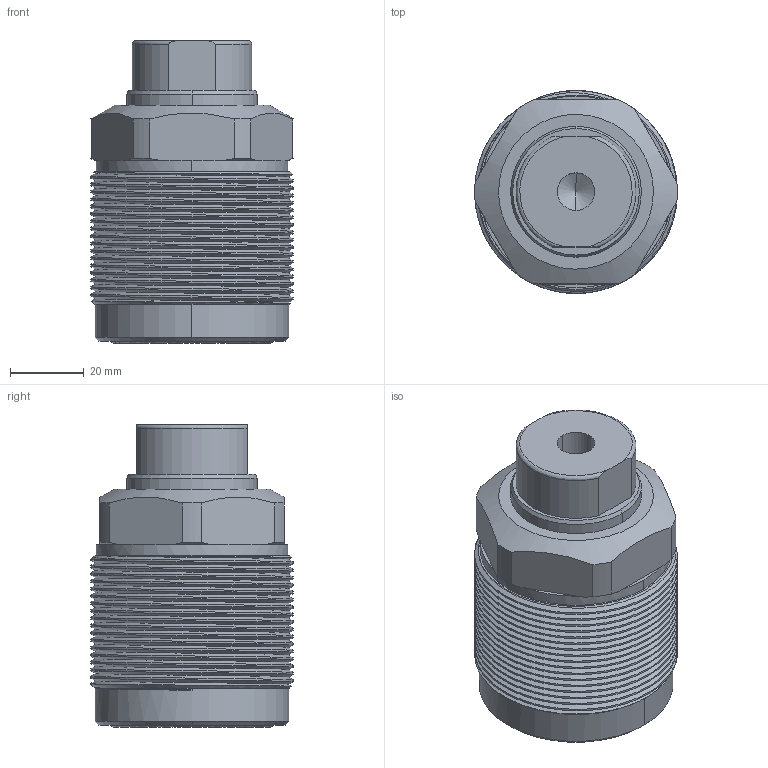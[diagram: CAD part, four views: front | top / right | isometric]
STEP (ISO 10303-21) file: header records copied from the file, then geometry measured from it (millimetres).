
FILE_DESCRIPTION (( 'STEP AP214' ), '1' );
FILE_NAME ('CTC-P055A-20.STEP', '2020-11-11T11:38:54', ( 'PC' ), ( '' ), 'SwSTEP 2.0', 'SolidWorks 2016', '' );
FILE_SCHEMA (( 'AUTOMOTIVE_DESIGN' ));
Length unit declared in the file: millimetre
Products named in the file (3): CTC-P055A-20; AS568-129
Assembly tree (2 placements, depth 2):
  CTC-P055A-20
    AS568-129
    CTC-P055A-20
Bounding box: 54.97 x 55 x 82.11 mm (x, y, z)
Volume: 152096.7 mm3; surface area: 23322.5 mm2
Topology: 2 solids, 2 shells, 112 faces, 293 edges, 188 vertices
Faces by surface type: cylinder 56, plane 29, cone 18, bspline 9
Entity records: 6649 total; most frequent: CARTESIAN_POINT 4055, ORIENTED_EDGE 582, DIRECTION 476, EDGE_CURVE 291, AXIS2_PLACEMENT_3D 189, VERTEX_POINT 188, EDGE_LOOP 119, ADVANCED_FACE 112
